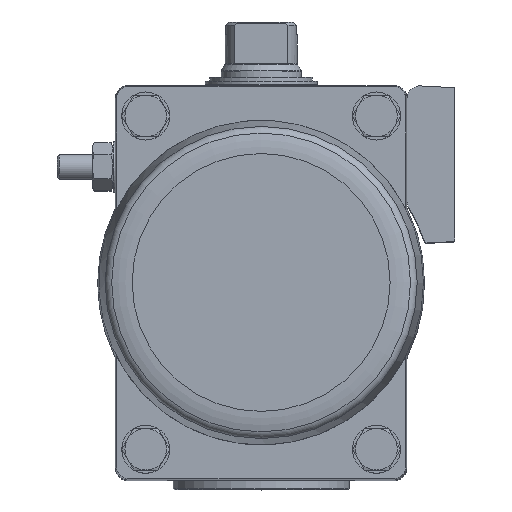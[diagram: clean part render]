
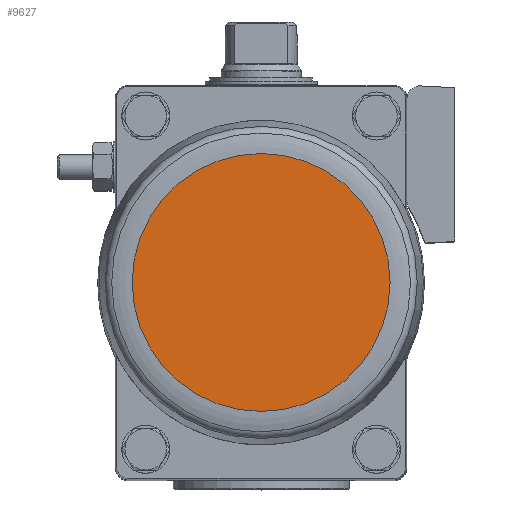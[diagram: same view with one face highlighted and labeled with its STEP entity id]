
A CAD part, top view. The second image highlights one B-rep face of the part: STEP entity #9627.
In plain terms, the highlighted planar face has unit normal (0, 0, 1).
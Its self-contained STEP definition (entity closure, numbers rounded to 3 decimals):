
#3540=ORIENTED_EDGE('',*,*,#5324,.T.);
#5324=EDGE_CURVE('',#6365,#6365,#6944,.T.);
#6365=VERTEX_POINT('',#16170);
#6944=CIRCLE('',#10633,40.25);
#7675=EDGE_LOOP('',(#3540));
#8555=FACE_BOUND('',#7675,.T.);
#9103=PLANE('',#10634);
#9627=ADVANCED_FACE('',(#8555),#9103,.F.);
#10633=AXIS2_PLACEMENT_3D('',#16169,#12908,#12909);
#10634=AXIS2_PLACEMENT_3D('',#16171,#12910,#12911);
#12908=DIRECTION('',(0.,0.,1.));
#12909=DIRECTION('',(1.,0.,0.));
#12910=DIRECTION('',(0.,0.,-1.));
#12911=DIRECTION('',(-1.,0.,0.));
#16169=CARTESIAN_POINT('',(0.,0.,126.15));
#16170=CARTESIAN_POINT('',(40.25,0.,126.15));
#16171=CARTESIAN_POINT('',(40.25,0.,126.15));
